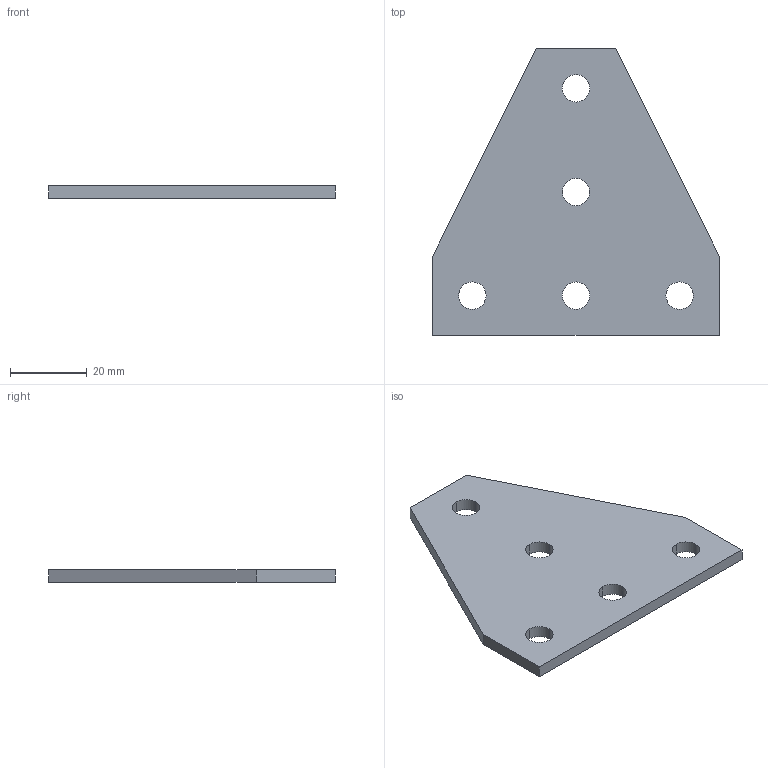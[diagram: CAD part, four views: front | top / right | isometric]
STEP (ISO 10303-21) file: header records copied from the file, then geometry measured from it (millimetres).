
FILE_DESCRIPTION(('TurboCAD Mac Pro'),'Build 980');
FILE_NAME('P6726A.stp',' ',(''),(''),'ACIS Interop','IMSI','TurboCAD Mac Pro BY IMSI, INCORPORATED');
FILE_SCHEMA(('automotive_design'));
Length unit declared in the file: inch
Products named in the file (2): 1; 2
Bounding box: 74.61 x 74.61 x 3.17 mm (x, y, z)
Volume: 12413.6 mm3; surface area: 8992.6 mm2
Topology: 1 solids, 1 shells, 28 faces, 78 edges, 52 vertices
Faces by surface type: bspline 20, plane 8
Entity records: 1620 total; most frequent: CARTESIAN_POINT 506, ORIENTED_EDGE 156, EDGE_CURVE 78, DIRECTION 64, B_SPLINE_CURVE_WITH_KNOTS 60, STYLED_ITEM 55, PRESENTATION_STYLE_ASSIGNMENT 55, COLOUR_RGB 55
